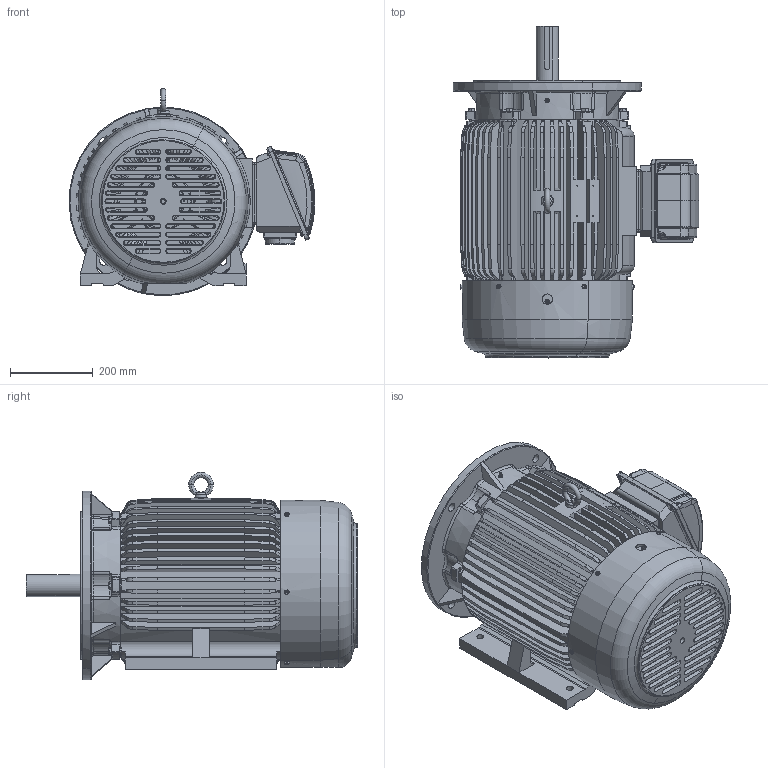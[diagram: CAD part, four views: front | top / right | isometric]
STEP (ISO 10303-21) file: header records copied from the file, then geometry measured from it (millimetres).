
FILE_DESCRIPTION(('CATIA V5 STEP Exchange'),'2;1');
FILE_NAME('326T-HV-DF_AllCATPart.stp','2012-08-25T03:11:19+00:00',('none'),('none'),'CATIA Version 5 Release 19 SP 9 (IN-10)','CATIA V5 STEP AP203','none');
FILE_SCHEMA(('CONFIG_CONTROL_DESIGN'));
Length unit declared in the file: millimetre
Products named in the file (1): 326T-HV-DF_AllCATPart
Bounding box: 593.82 x 801.6 x 500.44 mm (x, y, z)
Volume: 24608978.5 mm3; surface area: 4427599.1 mm2
Topology: 48 solids, 48 shells, 3978 faces, 10780 edges, 6916 vertices
Faces by surface type: plane 1274, cylinder 856, torus 852, cone 613, bspline 321, sphere 60, revolution 2
Entity records: 159301 total; most frequent: CARTESIAN_POINT 74239, ORIENTED_EDGE 21408, DIRECTION 11150, EDGE_CURVE 10704, VERTEX_POINT 6916, AXIS2_PLACEMENT_3D 5770, EDGE_LOOP 4292, ADVANCED_FACE 3978
